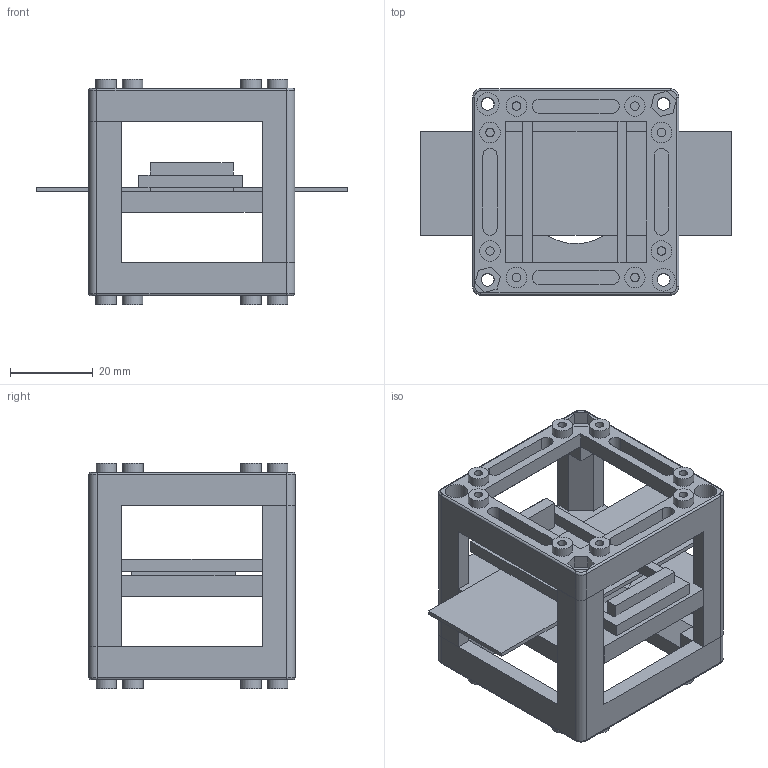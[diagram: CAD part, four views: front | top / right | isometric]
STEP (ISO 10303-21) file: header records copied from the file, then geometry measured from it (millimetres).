
FILE_DESCRIPTION(/* description */ (''),/* implementation_level */ '2;1');
FILE_NAME(/* name */ 'Assembly_Cube_Sample_holder_v3_or2.iam.step',/* time_stamp */ '2022-11-29T09:10:34+01:00',/* author */ ('marsikovabarbora'),/* organization */ (''),/* preprocessor_version */ 'ST-DEVELOPER v18.1',/* originating_system */ 'Autodesk Inventor 2022',/* authorisation */ '');
FILE_SCHEMA (('AUTOMOTIVE_DESIGN { 1 0 10303 214 3 1 1 }'));
Length unit declared in the file: millimetre
Products named in the file (6): Assembly_Cube_Sample_holder_v3; Assembly_Cube_empty_IM_v3; 10_Cube_1x1_IM; 20_Cube_Insert_Sample_clamp; 20_Cube_insert_Sample_holder_v3; 00_Microscope_Slide
Assembly tree (6 placements, depth 3):
  Assembly_Cube_Sample_holder_v3
    Assembly_Cube_empty_IM_v3
      10_Cube_1x1_IM  x2
    20_Cube_Insert_Sample_clamp
    20_Cube_insert_Sample_holder_v3
    00_Microscope_Slide
Bounding box: 75 x 49.8 x 54.5 mm (x, y, z)
Volume: 34696.3 mm3; surface area: 29840.7 mm2
Topology: 5 solids, 5 shells, 353 faces, 851 edges, 562 vertices
Faces by surface type: plane 228, cylinder 117, torus 8
Full cylindrical faces by diameter (mm): 2.05 x16, 3.1 x8, 4.95 x16, 5.5 x4, 25 x1
Entity records: 6054 total; most frequent: DIRECTION 1025, CARTESIAN_POINT 1010, ORIENTED_EDGE 962, EDGE_CURVE 481, LINE 359, VECTOR 359, AXIS2_PLACEMENT_3D 333, VERTEX_POINT 318
